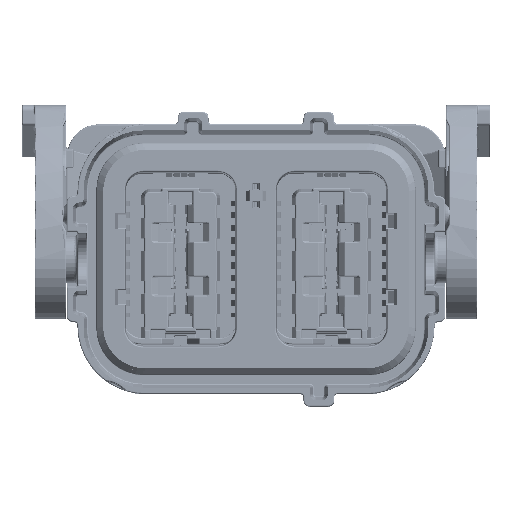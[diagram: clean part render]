
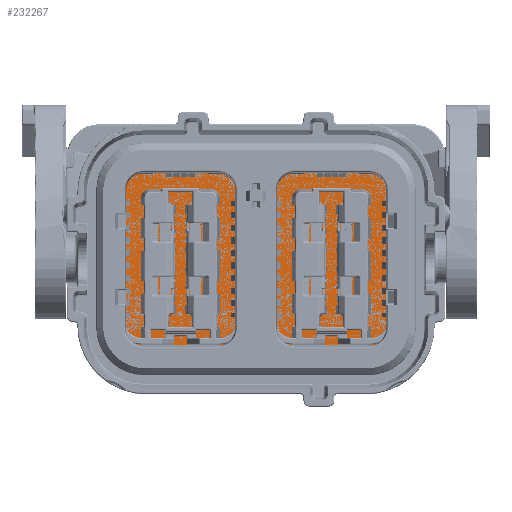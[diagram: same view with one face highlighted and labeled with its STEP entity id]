
A CAD part, top view. The second image highlights one B-rep face of the part: STEP entity #232267.
In plain terms, the highlighted planar face has unit normal (0, 0, 1).
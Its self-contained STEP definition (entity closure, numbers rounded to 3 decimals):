
#2332 = CARTESIAN_POINT ( 'NONE',  ( 6.943, -12.188, 53.324 ) ) ;
#2575 = EDGE_CURVE ( 'NONE', #228355, #237308, #87187, .T. ) ;
#7957 = DIRECTION ( 'NONE',  ( 1., 0., 0. ) ) ;
#9933 = ORIENTED_EDGE ( 'NONE', *, *, #197966, .T. ) ;
#11156 = ORIENTED_EDGE ( 'NONE', *, *, #76740, .T. ) ;
#12844 = EDGE_CURVE ( 'NONE', #252411, #228355, #92758, .T. ) ;
#14218 = AXIS2_PLACEMENT_3D ( 'NONE', #186518, #112562, #289031 ) ;
#17486 = ORIENTED_EDGE ( 'NONE', *, *, #214547, .T. ) ;
#18784 = CIRCLE ( 'NONE', #303328, 4.5 ) ;
#23672 = ORIENTED_EDGE ( 'NONE', *, *, #2575, .T. ) ;
#29231 = DIRECTION ( 'NONE',  ( 0., 0., 1. ) ) ;
#32499 = LINE ( 'NONE', #2332, #93678 ) ;
#35973 = DIRECTION ( 'NONE',  ( 1., 0., 0. ) ) ;
#39356 = CARTESIAN_POINT ( 'NONE',  ( -34.257, -16.688, 53.324 ) ) ;
#40097 = VERTEX_POINT ( 'NONE', #305430 ) ;
#42325 = CARTESIAN_POINT ( 'NONE',  ( 2.443, 7.612, 53.324 ) ) ;
#43196 = AXIS2_PLACEMENT_3D ( 'NONE', #156963, #29231, #259430 ) ;
#47599 = VERTEX_POINT ( 'NONE', #175679 ) ;
#49650 = CARTESIAN_POINT ( 'NONE',  ( 2.443, 12.112, 53.324 ) ) ;
#49828 = CARTESIAN_POINT ( 'NONE',  ( -38.757, 7.612, 53.324 ) ) ;
#53061 = ORIENTED_EDGE ( 'NONE', *, *, #266908, .T. ) ;
#54380 = DIRECTION ( 'NONE',  ( 0., 1., 0. ) ) ;
#55222 = EDGE_CURVE ( 'NONE', #234286, #312268, #308852, .T. ) ;
#59032 = CARTESIAN_POINT ( 'NONE',  ( -20.604, 12.112, 53.324 ) ) ;
#68411 = VECTOR ( 'NONE', #234363, 1000. ) ;
#70157 = VECTOR ( 'NONE', #7957, 1000. ) ;
#71510 = EDGE_LOOP ( 'NONE', ( #9933, #204612, #23672, #266209, #53061, #188831, #124123, #153426, #189351, #279225, #17486, #156072, #187940, #11156 ) ) ;
#76740 = EDGE_CURVE ( 'NONE', #148818, #40097, #32499, .T. ) ;
#86381 = CARTESIAN_POINT ( 'NONE',  ( 2.443, 7.612, 53.324 ) ) ;
#86739 = CARTESIAN_POINT ( 'NONE',  ( -20.604, -16.688, 53.324 ) ) ;
#87187 = LINE ( 'NONE', #240120, #252453 ) ;
#92758 = LINE ( 'NONE', #327960, #278251 ) ;
#93678 = VECTOR ( 'NONE', #54380, 1000. ) ;
#94272 = CARTESIAN_POINT ( 'NONE',  ( -15.907, 8.212, 53.324 ) ) ;
#100667 = DIRECTION ( 'NONE',  ( -0.769, 0.639, 0. ) ) ;
#101362 = VECTOR ( 'NONE', #100667, 1000. ) ;
#103889 = CARTESIAN_POINT ( 'NONE',  ( 6.943, -12.188, 53.324 ) ) ;
#104893 = CARTESIAN_POINT ( 'NONE',  ( -11.209, -16.688, 53.324 ) ) ;
#106990 = LINE ( 'NONE', #86739, #208933 ) ;
#107123 = CARTESIAN_POINT ( 'NONE',  ( -11.209, -16.688, 53.324 ) ) ;
#108966 = DIRECTION ( 'NONE',  ( 0.769, -0.639, 0. ) ) ;
#110345 = VECTOR ( 'NONE', #163252, 1000. ) ;
#112562 = DIRECTION ( 'NONE',  ( 0., 0., 1. ) ) ;
#117997 = FACE_OUTER_BOUND ( 'NONE', #71510, .T. ) ;
#120941 = CARTESIAN_POINT ( 'NONE',  ( -15.907, 8.212, 53.324 ) ) ;
#122609 = EDGE_CURVE ( 'NONE', #312268, #148818, #207521, .T. ) ;
#124123 = ORIENTED_EDGE ( 'NONE', *, *, #177297, .T. ) ;
#134145 = LINE ( 'NONE', #156107, #322949 ) ;
#137715 = CIRCLE ( 'NONE', #185942, 4.5 ) ;
#148818 = VERTEX_POINT ( 'NONE', #103889 ) ;
#153426 = ORIENTED_EDGE ( 'NONE', *, *, #315445, .T. ) ;
#155251 = VERTEX_POINT ( 'NONE', #185197 ) ;
#156072 = ORIENTED_EDGE ( 'NONE', *, *, #55222, .T. ) ;
#156107 = CARTESIAN_POINT ( 'NONE',  ( -15.907, -12.788, 53.324 ) ) ;
#156963 = CARTESIAN_POINT ( 'NONE',  ( -34.257, 7.612, 53.324 ) ) ;
#163252 = DIRECTION ( 'NONE',  ( -1., 0., 0. ) ) ;
#163631 = VERTEX_POINT ( 'NONE', #310624 ) ;
#164427 = CARTESIAN_POINT ( 'NONE',  ( 2.443, -16.688, 53.324 ) ) ;
#168979 = VERTEX_POINT ( 'NONE', #267812 ) ;
#172055 = CIRCLE ( 'NONE', #43196, 4.5 ) ;
#175679 = CARTESIAN_POINT ( 'NONE',  ( -20.604, -16.688, 53.324 ) ) ;
#177297 = EDGE_CURVE ( 'NONE', #210412, #155251, #251545, .T. ) ;
#185197 = CARTESIAN_POINT ( 'NONE',  ( -38.757, -12.188, 53.324 ) ) ;
#185942 = AXIS2_PLACEMENT_3D ( 'NONE', #291069, #311306, #312960 ) ;
#186518 = CARTESIAN_POINT ( 'NONE',  ( 2.443, -12.188, 53.324 ) ) ;
#187940 = ORIENTED_EDGE ( 'NONE', *, *, #122609, .T. ) ;
#188335 = EDGE_CURVE ( 'NONE', #47599, #168979, #106990, .T. ) ;
#188831 = ORIENTED_EDGE ( 'NONE', *, *, #325732, .T. ) ;
#189241 = DIRECTION ( 'NONE',  ( 0.769, 0.639, 0. ) ) ;
#189351 = ORIENTED_EDGE ( 'NONE', *, *, #248272, .T. ) ;
#195265 = DIRECTION ( 'NONE',  ( -1., 0., 0. ) ) ;
#197966 = EDGE_CURVE ( 'NONE', #40097, #252411, #18784, .T. ) ;
#202662 = EDGE_CURVE ( 'NONE', #237308, #163631, #277179, .T. ) ;
#204612 = ORIENTED_EDGE ( 'NONE', *, *, #12844, .T. ) ;
#207521 = CIRCLE ( 'NONE', #14218, 4.5 ) ;
#208933 = VECTOR ( 'NONE', #189241, 1000. ) ;
#210038 = VECTOR ( 'NONE', #280094, 1000. ) ;
#210412 = VERTEX_POINT ( 'NONE', #330555 ) ;
#214547 = EDGE_CURVE ( 'NONE', #168979, #234286, #134145, .T. ) ;
#218726 = AXIS2_PLACEMENT_3D ( 'NONE', #42325, #274199, #250657 ) ;
#220483 = PLANE ( 'NONE',  #218726 ) ;
#228355 = VERTEX_POINT ( 'NONE', #263131 ) ;
#232267 = ADVANCED_FACE ( 'NONE', ( #117997 ), #220483, .T. ) ;
#234286 = VERTEX_POINT ( 'NONE', #104893 ) ;
#234363 = DIRECTION ( 'NONE',  ( 1., 0., 0. ) ) ;
#235153 = DIRECTION ( 'NONE',  ( -0.769, -0.639, 0. ) ) ;
#235519 = LINE ( 'NONE', #59032, #110345 ) ;
#237308 = VERTEX_POINT ( 'NONE', #94272 ) ;
#240120 = CARTESIAN_POINT ( 'NONE',  ( -11.209, 12.112, 53.324 ) ) ;
#248272 = EDGE_CURVE ( 'NONE', #281728, #47599, #313334, .T. ) ;
#250657 = DIRECTION ( 'NONE',  ( 1., 0., 0. ) ) ;
#251545 = LINE ( 'NONE', #49828, #210038 ) ;
#252411 = VERTEX_POINT ( 'NONE', #49650 ) ;
#252453 = VECTOR ( 'NONE', #235153, 1000. ) ;
#259430 = DIRECTION ( 'NONE',  ( 1., 0., 0. ) ) ;
#259564 = CARTESIAN_POINT ( 'NONE',  ( -34.257, -16.688, 53.324 ) ) ;
#263131 = CARTESIAN_POINT ( 'NONE',  ( -11.209, 12.112, 53.324 ) ) ;
#266209 = ORIENTED_EDGE ( 'NONE', *, *, #202662, .T. ) ;
#266908 = EDGE_CURVE ( 'NONE', #163631, #303150, #235519, .T. ) ;
#267812 = CARTESIAN_POINT ( 'NONE',  ( -15.907, -12.788, 53.324 ) ) ;
#274199 = DIRECTION ( 'NONE',  ( 0., 0., 1. ) ) ;
#276571 = CARTESIAN_POINT ( 'NONE',  ( -34.257, 12.112, 53.324 ) ) ;
#277179 = LINE ( 'NONE', #120941, #101362 ) ;
#278251 = VECTOR ( 'NONE', #195265, 1000. ) ;
#279225 = ORIENTED_EDGE ( 'NONE', *, *, #188335, .T. ) ;
#280094 = DIRECTION ( 'NONE',  ( 0., -1., 0. ) ) ;
#281728 = VERTEX_POINT ( 'NONE', #39356 ) ;
#289031 = DIRECTION ( 'NONE',  ( 1., 0., 0. ) ) ;
#291069 = CARTESIAN_POINT ( 'NONE',  ( -34.257, -12.188, 53.324 ) ) ;
#303150 = VERTEX_POINT ( 'NONE', #276571 ) ;
#303328 = AXIS2_PLACEMENT_3D ( 'NONE', #86381, #309996, #35973 ) ;
#305430 = CARTESIAN_POINT ( 'NONE',  ( 6.943, 7.612, 53.324 ) ) ;
#308852 = LINE ( 'NONE', #107123, #70157 ) ;
#309996 = DIRECTION ( 'NONE',  ( 0., 0., 1. ) ) ;
#310624 = CARTESIAN_POINT ( 'NONE',  ( -20.604, 12.112, 53.324 ) ) ;
#311306 = DIRECTION ( 'NONE',  ( 0., 0., 1. ) ) ;
#312268 = VERTEX_POINT ( 'NONE', #164427 ) ;
#312960 = DIRECTION ( 'NONE',  ( 1., 0., 0. ) ) ;
#313334 = LINE ( 'NONE', #259564, #68411 ) ;
#315445 = EDGE_CURVE ( 'NONE', #155251, #281728, #137715, .T. ) ;
#322949 = VECTOR ( 'NONE', #108966, 1000. ) ;
#325732 = EDGE_CURVE ( 'NONE', #303150, #210412, #172055, .T. ) ;
#327960 = CARTESIAN_POINT ( 'NONE',  ( 2.443, 12.112, 53.324 ) ) ;
#330555 = CARTESIAN_POINT ( 'NONE',  ( -38.757, 7.612, 53.324 ) ) ;
